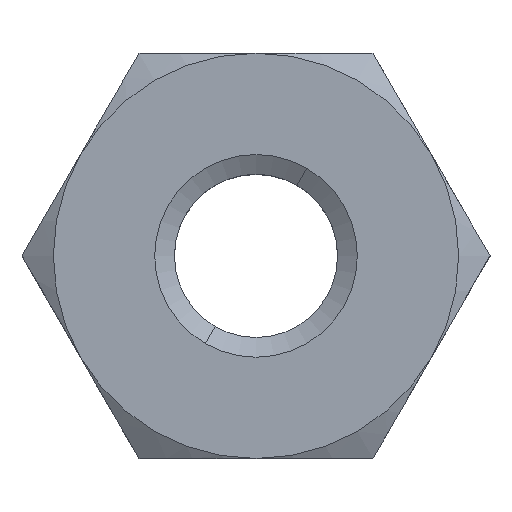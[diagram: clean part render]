
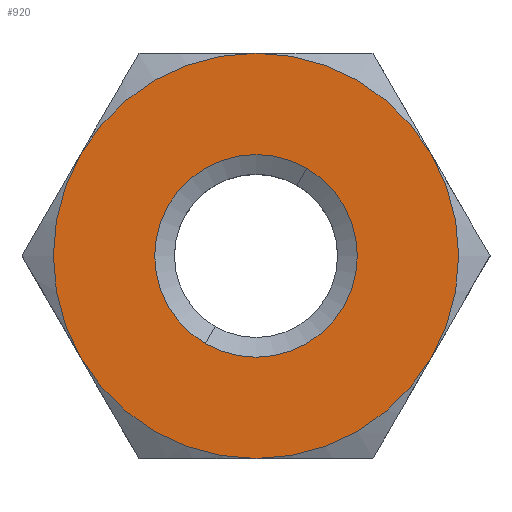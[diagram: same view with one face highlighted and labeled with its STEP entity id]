
A CAD part, top view. The second image highlights one B-rep face of the part: STEP entity #920.
In plain terms, the highlighted planar face has unit normal (0, 0, 1).
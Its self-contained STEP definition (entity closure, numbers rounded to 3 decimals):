
#144=CARTESIAN_POINT('',(0.625,1.083,2.));
#145=VERTEX_POINT('',#144);
#159=CARTESIAN_POINT('',(-0.625,-1.083,2.0));
#160=VERTEX_POINT('',#159);
#167=CARTESIAN_POINT('',(0.0,0.0,2.0));
#168=DIRECTION('',(0.,0.,-1.0));
#169=DIRECTION('',(0.5,0.866,0.));
#170=AXIS2_PLACEMENT_3D('',#167,#168,#169);
#171=CIRCLE('',#170,1.25);
#172=EDGE_CURVE('',#145,#160,#171,.T.);
#183=CARTESIAN_POINT('',(0.0,0.0,2.0));
#184=DIRECTION('',(0.,0.,-1.0));
#185=DIRECTION('',(0.5,0.866,0.));
#186=AXIS2_PLACEMENT_3D('',#183,#184,#185);
#187=CIRCLE('',#186,1.25);
#188=EDGE_CURVE('',#160,#145,#187,.T.);
#330=CARTESIAN_POINT('',(-2.165,-1.25,2.0));
#331=VERTEX_POINT('',#330);
#332=CARTESIAN_POINT('',(0.,-2.5,2.0));
#333=VERTEX_POINT('',#332);
#334=CARTESIAN_POINT('',(0.0,0.0,2.0));
#335=DIRECTION('',(0.,0.,1.0));
#336=DIRECTION('',(0.5,0.866,0.));
#337=AXIS2_PLACEMENT_3D('',#334,#335,#336);
#338=CIRCLE('',#337,2.5);
#339=EDGE_CURVE('',#331,#333,#338,.T.);
#379=CARTESIAN_POINT('',(0.,2.5,2.0));
#380=VERTEX_POINT('',#379);
#394=CARTESIAN_POINT('',(2.165,1.25,2.));
#395=VERTEX_POINT('',#394);
#396=CARTESIAN_POINT('',(0.0,0.0,2.0));
#397=DIRECTION('',(0.,0.,1.0));
#398=DIRECTION('',(0.5,0.866,0.));
#399=AXIS2_PLACEMENT_3D('',#396,#397,#398);
#400=CIRCLE('',#399,2.5);
#401=EDGE_CURVE('',#395,#380,#400,.T.);
#426=CARTESIAN_POINT('',(-2.165,1.25,2.0));
#427=VERTEX_POINT('',#426);
#598=CARTESIAN_POINT('',(2.165,-1.25,2.));
#599=VERTEX_POINT('',#598);
#755=CARTESIAN_POINT('',(0.0,0.0,2.0));
#756=DIRECTION('',(0.,0.,1.0));
#757=DIRECTION('',(0.5,0.866,0.));
#758=AXIS2_PLACEMENT_3D('',#755,#756,#757);
#759=CIRCLE('',#758,2.5);
#760=EDGE_CURVE('',#599,#395,#759,.T.);
#772=CARTESIAN_POINT('',(0.0,0.0,2.0));
#773=DIRECTION('',(0.,0.,1.0));
#774=DIRECTION('',(0.5,0.866,0.));
#775=AXIS2_PLACEMENT_3D('',#772,#773,#774);
#776=CIRCLE('',#775,2.5);
#777=EDGE_CURVE('',#380,#427,#776,.T.);
#790=CARTESIAN_POINT('',(0.0,0.0,2.0));
#791=DIRECTION('',(0.,0.,1.0));
#792=DIRECTION('',(0.5,0.866,0.));
#793=AXIS2_PLACEMENT_3D('',#790,#791,#792);
#794=CIRCLE('',#793,2.5);
#795=EDGE_CURVE('',#427,#331,#794,.T.);
#807=CARTESIAN_POINT('',(0.0,0.0,2.0));
#808=DIRECTION('',(0.,0.,1.0));
#809=DIRECTION('',(0.5,0.866,0.));
#810=AXIS2_PLACEMENT_3D('',#807,#808,#809);
#811=CIRCLE('',#810,2.5);
#812=EDGE_CURVE('',#333,#599,#811,.T.);
#903=CARTESIAN_POINT('',(-3.757,-1.007,2.));
#904=DIRECTION('',(0.0,0.0,1.0));
#905=DIRECTION('',(0.866,-0.5,0.0));
#906=AXIS2_PLACEMENT_3D('',#903,#904,#905);
#907=PLANE('',#906);
#908=ORIENTED_EDGE('',*,*,#401,.T.);
#909=ORIENTED_EDGE('',*,*,#777,.T.);
#910=ORIENTED_EDGE('',*,*,#795,.T.);
#911=ORIENTED_EDGE('',*,*,#339,.T.);
#912=ORIENTED_EDGE('',*,*,#812,.T.);
#913=ORIENTED_EDGE('',*,*,#760,.T.);
#914=EDGE_LOOP('',(#908,#909,#910,#911,#912,#913));
#915=FACE_OUTER_BOUND('',#914,.T.);
#916=ORIENTED_EDGE('',*,*,#188,.T.);
#917=ORIENTED_EDGE('',*,*,#172,.T.);
#918=EDGE_LOOP('',(#916,#917));
#919=FACE_BOUND('',#918,.T.);
#920=ADVANCED_FACE('',(#915,#919),#907,.T.);
